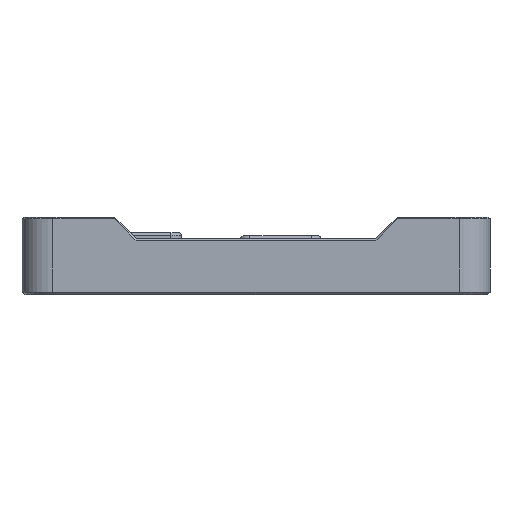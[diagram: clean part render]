
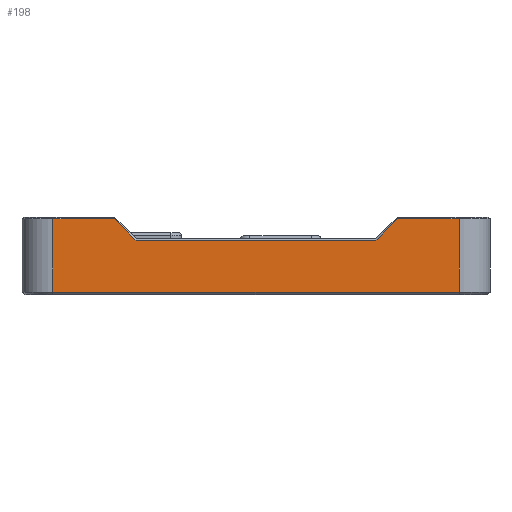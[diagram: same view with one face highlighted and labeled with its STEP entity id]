
A CAD part, front view. The second image highlights one B-rep face of the part: STEP entity #198.
In plain terms, the highlighted planar face has unit normal (0, -1, 0).
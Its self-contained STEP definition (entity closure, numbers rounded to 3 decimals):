
#198 = ADVANCED_FACE ( 'NONE', ( #15375 ), #15072, .F. ) ;
#713 = VERTEX_POINT ( 'NONE', #10794 ) ;
#949 = CARTESIAN_POINT ( 'NONE',  ( -75.6, -101.1, 17.6 ) ) ;
#1060 = VERTEX_POINT ( 'NONE', #9070 ) ;
#1096 = VERTEX_POINT ( 'NONE', #14650 ) ;
#1221 = LINE ( 'NONE', #7286, #3784 ) ;
#1261 = EDGE_CURVE ( 'NONE', #10342, #14233, #10207, .T. ) ;
#1389 = VECTOR ( 'NONE', #13193, 1000. ) ;
#1560 = ORIENTED_EDGE ( 'NONE', *, *, #5861, .T. ) ;
#1923 = EDGE_CURVE ( 'NONE', #1096, #713, #4573, .T. ) ;
#2308 = DIRECTION ( 'NONE',  ( 1., 0., 0. ) ) ;
#2819 = CARTESIAN_POINT ( 'NONE',  ( -65.6, -101.1, 24.6 ) ) ;
#2852 = CARTESIAN_POINT ( 'NONE',  ( -38.766, -101.1, 17.6 ) ) ;
#2974 = EDGE_CURVE ( 'NONE', #14233, #11296, #7521, .T. ) ;
#3299 = CARTESIAN_POINT ( 'NONE',  ( -50.383, -101.1, 29.217 ) ) ;
#3747 = DIRECTION ( 'NONE',  ( 0., 0., 1. ) ) ;
#3777 = ORIENTED_EDGE ( 'NONE', *, *, #1261, .T. ) ;
#3784 = VECTOR ( 'NONE', #2308, 1000. ) ;
#3801 = VECTOR ( 'NONE', #11508, 1000. ) ;
#4242 = VECTOR ( 'NONE', #5863, 1000. ) ;
#4573 = LINE ( 'NONE', #9719, #9383 ) ;
#4731 = VERTEX_POINT ( 'NONE', #10773 ) ;
#4808 = DIRECTION ( 'NONE',  ( 0., 0., 1. ) ) ;
#4914 = EDGE_LOOP ( 'NONE', ( #10238, #15678, #13133, #1560, #3777, #10306, #16458, #16002 ) ) ;
#5350 = CARTESIAN_POINT ( 'NONE',  ( -65.6, -101.1, 4. ) ) ;
#5378 = EDGE_CURVE ( 'NONE', #4731, #1096, #13262, .T. ) ;
#5412 = LINE ( 'NONE', #5350, #3801 ) ;
#5788 = VECTOR ( 'NONE', #12218, 1000. ) ;
#5861 = EDGE_CURVE ( 'NONE', #713, #10342, #10053, .T. ) ;
#5863 = DIRECTION ( 'NONE',  ( -1., 0., 0. ) ) ;
#5951 = DIRECTION ( 'NONE',  ( -0.707, 0., -0.707 ) ) ;
#6195 = DIRECTION ( 'NONE',  ( -1., 0., 0. ) ) ;
#7234 = VERTEX_POINT ( 'NONE', #8710 ) ;
#7277 = EDGE_CURVE ( 'NONE', #7234, #4731, #13518, .T. ) ;
#7286 = CARTESIAN_POINT ( 'NONE',  ( -75.6, -101.1, 0.8 ) ) ;
#7521 = LINE ( 'NONE', #10718, #1389 ) ;
#8547 = CARTESIAN_POINT ( 'NONE',  ( 65.6, -101.1, 4. ) ) ;
#8710 = CARTESIAN_POINT ( 'NONE',  ( 65.6, -101.1, 0.8 ) ) ;
#9070 = CARTESIAN_POINT ( 'NONE',  ( -65.6, -101.1, 0.8 ) ) ;
#9383 = VECTOR ( 'NONE', #5951, 1000. ) ;
#9719 = CARTESIAN_POINT ( 'NONE',  ( -25.217, -101.1, -46.383 ) ) ;
#10053 = LINE ( 'NONE', #949, #4242 ) ;
#10073 = CARTESIAN_POINT ( 'NONE',  ( -75.6, -101.1, 4. ) ) ;
#10207 = LINE ( 'NONE', #3299, #5788 ) ;
#10238 = ORIENTED_EDGE ( 'NONE', *, *, #7277, .T. ) ;
#10306 = ORIENTED_EDGE ( 'NONE', *, *, #2974, .T. ) ;
#10342 = VERTEX_POINT ( 'NONE', #2852 ) ;
#10718 = CARTESIAN_POINT ( 'NONE',  ( -65.6, -101.1, 24.6 ) ) ;
#10773 = CARTESIAN_POINT ( 'NONE',  ( 65.6, -101.1, 24.6 ) ) ;
#10794 = CARTESIAN_POINT ( 'NONE',  ( 38.766, -101.1, 17.6 ) ) ;
#11296 = VERTEX_POINT ( 'NONE', #2819 ) ;
#11508 = DIRECTION ( 'NONE',  ( 0., 0., -1. ) ) ;
#12060 = VECTOR ( 'NONE', #6195, 1000. ) ;
#12218 = DIRECTION ( 'NONE',  ( -0.707, 0., 0.707 ) ) ;
#12536 = EDGE_CURVE ( 'NONE', #1060, #7234, #1221, .T. ) ;
#13133 = ORIENTED_EDGE ( 'NONE', *, *, #1923, .T. ) ;
#13147 = AXIS2_PLACEMENT_3D ( 'NONE', #10073, #16354, #3747 ) ;
#13193 = DIRECTION ( 'NONE',  ( -1., 0., 0. ) ) ;
#13262 = LINE ( 'NONE', #16266, #12060 ) ;
#13371 = CARTESIAN_POINT ( 'NONE',  ( -45.766, -101.1, 24.6 ) ) ;
#13518 = LINE ( 'NONE', #8547, #14715 ) ;
#14233 = VERTEX_POINT ( 'NONE', #13371 ) ;
#14428 = EDGE_CURVE ( 'NONE', #11296, #1060, #5412, .T. ) ;
#14650 = CARTESIAN_POINT ( 'NONE',  ( 45.766, -101.1, 24.6 ) ) ;
#14715 = VECTOR ( 'NONE', #4808, 1000. ) ;
#15072 = PLANE ( 'NONE',  #13147 ) ;
#15375 = FACE_OUTER_BOUND ( 'NONE', #4914, .T. ) ;
#15678 = ORIENTED_EDGE ( 'NONE', *, *, #5378, .T. ) ;
#16002 = ORIENTED_EDGE ( 'NONE', *, *, #12536, .T. ) ;
#16266 = CARTESIAN_POINT ( 'NONE',  ( 45.6, -101.1, 24.6 ) ) ;
#16354 = DIRECTION ( 'NONE',  ( 0., 1., 0. ) ) ;
#16458 = ORIENTED_EDGE ( 'NONE', *, *, #14428, .T. ) ;
